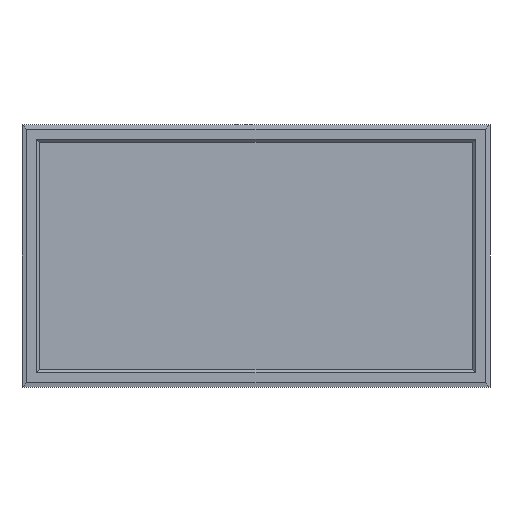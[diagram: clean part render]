
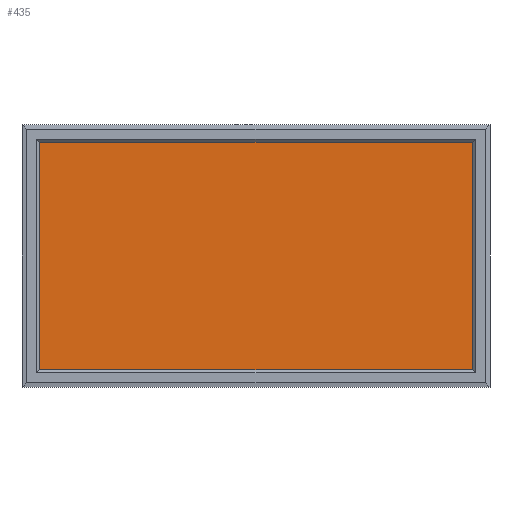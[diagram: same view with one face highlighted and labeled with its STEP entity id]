
A CAD part, front view. The second image highlights one B-rep face of the part: STEP entity #435.
In plain terms, the highlighted planar face has unit normal (0, -1, 0).
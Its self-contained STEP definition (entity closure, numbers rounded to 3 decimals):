
#39=FACE_OUTER_BOUND('',#67,.T.);
#67=EDGE_LOOP('',(#365,#366,#367,#368));
#113=LINE('',#686,#169);
#116=LINE('',#691,#172);
#118=LINE('',#695,#174);
#120=LINE('',#698,#176);
#169=VECTOR('',#564,10.);
#172=VECTOR('',#569,10.);
#174=VECTOR('',#573,10.);
#176=VECTOR('',#577,10.);
#213=VERTEX_POINT('',#684);
#214=VERTEX_POINT('',#685);
#215=VERTEX_POINT('',#690);
#216=VERTEX_POINT('',#694);
#261=EDGE_CURVE('',#213,#214,#113,.T.);
#264=EDGE_CURVE('',#214,#215,#116,.T.);
#266=EDGE_CURVE('',#215,#216,#118,.T.);
#268=EDGE_CURVE('',#216,#213,#120,.T.);
#365=ORIENTED_EDGE('',*,*,#261,.F.);
#366=ORIENTED_EDGE('',*,*,#268,.F.);
#367=ORIENTED_EDGE('',*,*,#266,.F.);
#368=ORIENTED_EDGE('',*,*,#264,.F.);
#409=PLANE('',#482);
#435=ADVANCED_FACE('',(#39),#409,.F.);
#482=AXIS2_PLACEMENT_3D('',#699,#578,#579);
#564=DIRECTION('',(0.,0.,1.));
#569=DIRECTION('',(1.,0.,0.));
#573=DIRECTION('',(0.,0.,-1.));
#577=DIRECTION('',(-1.,0.,0.));
#578=DIRECTION('center_axis',(0.,1.,0.));
#579=DIRECTION('ref_axis',(0.,0.,1.));
#684=CARTESIAN_POINT('',(-469.,-50.,-246.5));
#685=CARTESIAN_POINT('',(-469.,-50.,246.5));
#686=CARTESIAN_POINT('',(-469.,-50.,-126.75));
#690=CARTESIAN_POINT('',(469.,-50.,246.5));
#691=CARTESIAN_POINT('',(-238.,-50.,246.5));
#694=CARTESIAN_POINT('',(469.,-50.,-246.5));
#695=CARTESIAN_POINT('',(469.,-50.,126.75));
#698=CARTESIAN_POINT('',(238.,-50.,-246.5));
#699=CARTESIAN_POINT('Origin',(0.,-50.,0.));
